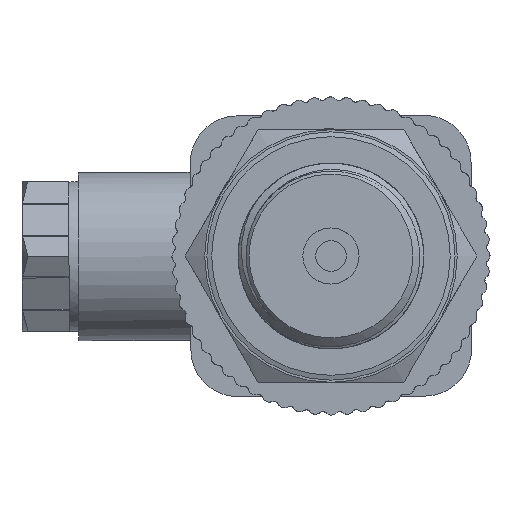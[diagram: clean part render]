
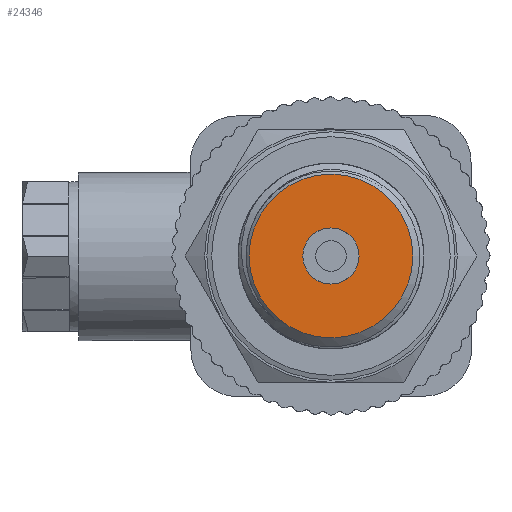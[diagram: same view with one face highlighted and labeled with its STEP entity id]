
A CAD part, left-side view. The second image highlights one B-rep face of the part: STEP entity #24346.
In plain terms, the highlighted conical face has half-angle 90 degrees and reference radius 5.875 mm.
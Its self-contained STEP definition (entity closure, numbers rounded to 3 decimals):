
#2104=FACE_OUTER_BOUND('',#3484,.T.);
#3484=EDGE_LOOP('',(#18308,#18309,#18310,#18311));
#4698=CIRCLE('',#25629,3.);
#4699=CIRCLE('',#25631,8.75);
#6569=LINE('',#52836,#8570);
#8570=VECTOR('',#27579,5.875);
#10824=VERTEX_POINT('',#52831);
#10825=VERTEX_POINT('',#52835);
#13631=EDGE_CURVE('',#10824,#10824,#4698,.T.);
#13633=EDGE_CURVE('',#10824,#10825,#6569,.T.);
#13634=EDGE_CURVE('',#10825,#10825,#4699,.T.);
#18308=ORIENTED_EDGE('',*,*,#13631,.T.);
#18309=ORIENTED_EDGE('',*,*,#13633,.T.);
#18310=ORIENTED_EDGE('',*,*,#13634,.F.);
#18311=ORIENTED_EDGE('',*,*,#13633,.F.);
#23994=CONICAL_SURFACE('',#25630,5.875,1.571);
#24346=ADVANCED_FACE('',(#2104),#23994,.F.);
#25629=AXIS2_PLACEMENT_3D('',#52832,#27574,#27575);
#25630=AXIS2_PLACEMENT_3D('',#52834,#27577,#27578);
#25631=AXIS2_PLACEMENT_3D('',#52837,#27580,#27581);
#27574=DIRECTION('center_axis',(1.,0.,0.));
#27575=DIRECTION('ref_axis',(0.,0.,-1.));
#27577=DIRECTION('center_axis',(-1.,0.,0.));
#27578=DIRECTION('ref_axis',(0.,1.,0.));
#27579=DIRECTION('',(0.,-1.,0.));
#27580=DIRECTION('center_axis',(1.,0.,0.));
#27581=DIRECTION('ref_axis',(0.,0.,-1.));
#52831=CARTESIAN_POINT('',(-67.,-3.,0.));
#52832=CARTESIAN_POINT('Origin',(-67.,0.,0.));
#52834=CARTESIAN_POINT('Origin',(-67.,0.,0.));
#52835=CARTESIAN_POINT('',(-67.,-8.75,0.));
#52836=CARTESIAN_POINT('',(-67.,-5.875,0.));
#52837=CARTESIAN_POINT('Origin',(-67.,0.,0.));
